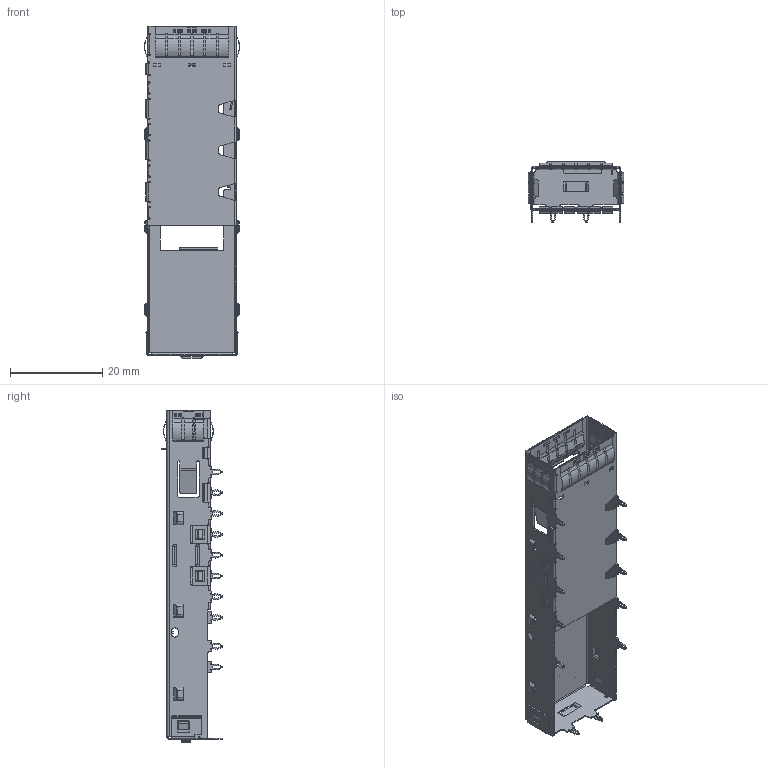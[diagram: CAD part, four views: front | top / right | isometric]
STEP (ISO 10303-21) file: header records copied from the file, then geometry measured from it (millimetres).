
FILE_DESCRIPTION (( 'STEP AP214' ), '1' );
FILE_NAME ('05-00430--A119811-001.STEP', '2020-04-20T14:49:09', ( '' ), ( '' ), 'SwSTEP 2.0', 'SolidWorks 2018', '' );
FILE_SCHEMA (( 'AUTOMOTIVE_DESIGN' ));
Length unit declared in the file: millimetre
Products named in the file (10): EMI finger(side).STEP; 05-00430--A119811-001; EMI finger(TOP and Bottom).STEP; Base Cage_CISCO-Italy.STEP; CN174C-1001-03-191127.STEP
Assembly tree (6 placements, depth 3):
  EMI finger(side).STEP
  EMI finger(side).STEP
  05-00430--A119811-001
    CN174C-1001-03-191127.STEP
      Base Cage_CISCO-Italy.STEP
      EMI finger(TOP and Bottom).STEP  x2
      EMI finger(side).STEP  x2
  Base Cage_CISCO-Italy.STEP
  EMI finger(TOP and Bottom).STEP
Bounding box: 20.65 x 13.25 x 71.83 mm (x, y, z)
Volume: 804.1 mm3; surface area: 7576.7 mm2
Topology: 5 solids, 5 shells, 2469 faces, 6750 edges, 4226 vertices
Faces by surface type: plane 1278, cylinder 917, torus 165, bspline 76, cone 17, sphere 16
Entity records: 69291 total; most frequent: CARTESIAN_POINT 14879, ORIENTED_EDGE 11526, DIRECTION 11413, EDGE_CURVE 5763, AXIS2_PLACEMENT_3D 3914, VERTEX_POINT 3660, VECTOR 3585, LINE 3585
